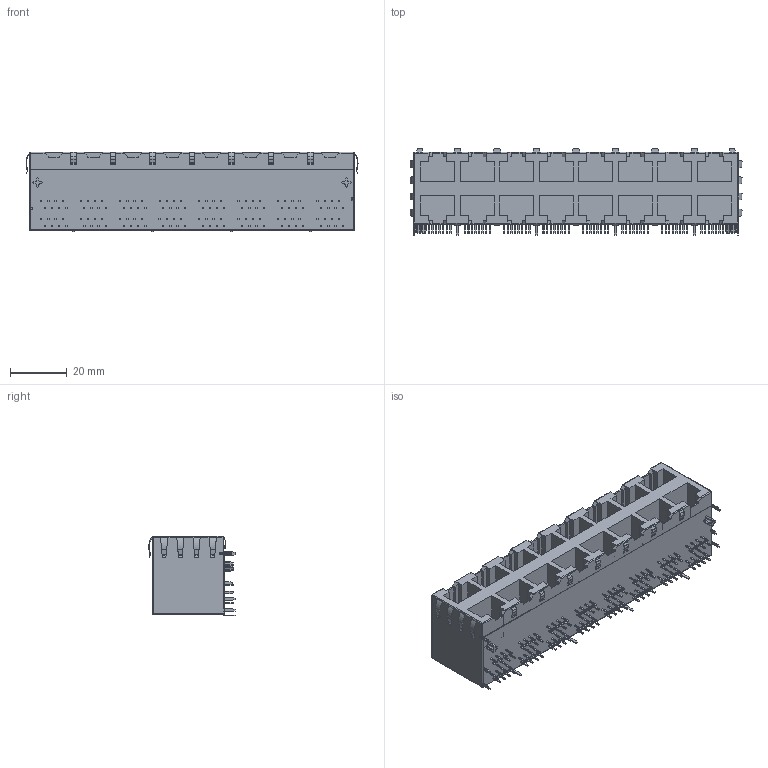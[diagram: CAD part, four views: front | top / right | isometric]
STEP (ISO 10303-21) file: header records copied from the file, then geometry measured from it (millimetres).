
FILE_DESCRIPTION( ( 'STEP AP214' ), '1' );
FILE_NAME( 'psolqas081609222201.stp', '2018-10-15T06:16:09', ( '' ), ( '' ), ' ', 'PARTsolutions', ' ' );
FILE_SCHEMA( ( 'AUTOMOTIVE_DESIGN { 1 0 10303 214 1 1 1 1 }' ) );
Length unit declared in the file: metre
Products named in the file (1): 1
Bounding box: 117.47 x 30.63 x 28.14 mm (x, y, z)
Volume: 63802.1 mm3; surface area: 22297.2 mm2
Topology: 1 solids, 1 shells, 1506 faces, 4055 edges, 2685 vertices
Faces by surface type: plane 1268, cylinder 222, sphere 8, bspline 4, torus 4
Entity records: 46987 total; most frequent: CARTESIAN_POINT 9419, ORIENTED_EDGE 8110, DIRECTION 7097, EDGE_CURVE 4055, LINE 3421, VECTOR 3421, VERTEX_POINT 2685, AXIS2_PLACEMENT_3D 1838
